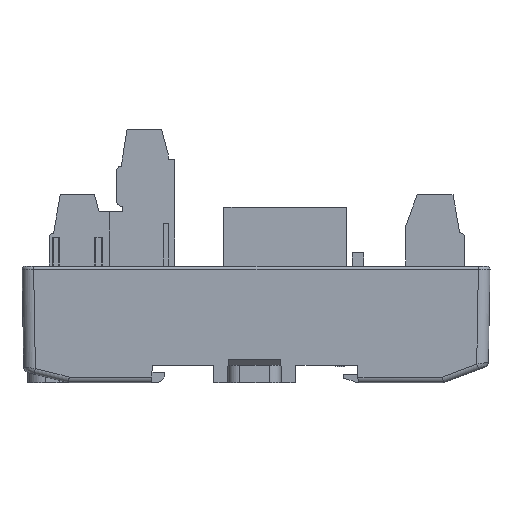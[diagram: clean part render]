
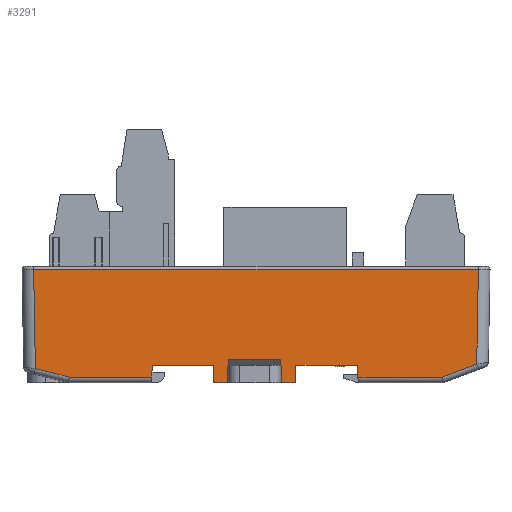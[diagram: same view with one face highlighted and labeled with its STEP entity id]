
A CAD part, left-side view. The second image highlights one B-rep face of the part: STEP entity #3291.
In plain terms, the highlighted planar face has unit normal (-1, 0, -0.018).
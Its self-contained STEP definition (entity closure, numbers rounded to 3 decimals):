
#2030=FACE_OUTER_BOUND('',#6396,.T.);
#3291=ADVANCED_FACE('',(#2030),#4632,.T.);
#4632=PLANE('',#25885);
#6396=EDGE_LOOP('',(#8569,#8570,#8571,#8572,#8573,#8574,#8575,#8576,#8577,
#8578,#8579,#8580,#8581,#8582,#8583,#8584,#8585,#8586));
#8569=ORIENTED_EDGE('',*,*,#17431,.F.);
#8570=ORIENTED_EDGE('',*,*,#17493,.T.);
#8571=ORIENTED_EDGE('',*,*,#17439,.F.);
#8572=ORIENTED_EDGE('',*,*,#17494,.T.);
#8573=ORIENTED_EDGE('',*,*,#17495,.T.);
#8574=ORIENTED_EDGE('',*,*,#17343,.F.);
#8575=ORIENTED_EDGE('',*,*,#17496,.T.);
#8576=ORIENTED_EDGE('',*,*,#17497,.T.);
#8577=ORIENTED_EDGE('',*,*,#17498,.T.);
#8578=ORIENTED_EDGE('',*,*,#17499,.T.);
#8579=ORIENTED_EDGE('',*,*,#17473,.F.);
#8580=ORIENTED_EDGE('',*,*,#17500,.T.);
#8581=ORIENTED_EDGE('',*,*,#17501,.T.);
#8582=ORIENTED_EDGE('',*,*,#17502,.T.);
#8583=ORIENTED_EDGE('',*,*,#17503,.T.);
#8584=ORIENTED_EDGE('',*,*,#17353,.F.);
#8585=ORIENTED_EDGE('',*,*,#17504,.F.);
#8586=ORIENTED_EDGE('',*,*,#17505,.T.);
#15032=VERTEX_POINT('',#34852);
#15033=VERTEX_POINT('',#34854);
#15042=VERTEX_POINT('',#34872);
#15043=VERTEX_POINT('',#34874);
#15108=VERTEX_POINT('',#35039);
#15109=VERTEX_POINT('',#35041);
#15115=VERTEX_POINT('',#35055);
#15116=VERTEX_POINT('',#35057);
#15143=VERTEX_POINT('',#35158);
#15144=VERTEX_POINT('',#35159);
#15159=VERTEX_POINT('',#35198);
#15160=VERTEX_POINT('',#35201);
#15161=VERTEX_POINT('',#35203);
#15162=VERTEX_POINT('',#35205);
#15163=VERTEX_POINT('',#35208);
#15164=VERTEX_POINT('',#35210);
#15165=VERTEX_POINT('',#35212);
#15166=VERTEX_POINT('',#35215);
#17343=EDGE_CURVE('',#15032,#15033,#20706,.T.);
#17353=EDGE_CURVE('',#15042,#15043,#20714,.T.);
#17431=EDGE_CURVE('',#15108,#15109,#20788,.T.);
#17439=EDGE_CURVE('',#15115,#15116,#20796,.T.);
#17473=EDGE_CURVE('',#15143,#15144,#20826,.T.);
#17493=EDGE_CURVE('',#15108,#15116,#20836,.T.);
#17494=EDGE_CURVE('',#15115,#15159,#20837,.T.);
#17495=EDGE_CURVE('',#15159,#15033,#20838,.T.);
#17496=EDGE_CURVE('',#15032,#15160,#20839,.T.);
#17497=EDGE_CURVE('',#15160,#15161,#20840,.T.);
#17498=EDGE_CURVE('',#15161,#15162,#20841,.T.);
#17499=EDGE_CURVE('',#15162,#15144,#20842,.T.);
#17500=EDGE_CURVE('',#15143,#15163,#20843,.T.);
#17501=EDGE_CURVE('',#15163,#15164,#20844,.T.);
#17502=EDGE_CURVE('',#15164,#15165,#20845,.T.);
#17503=EDGE_CURVE('',#15165,#15043,#20846,.T.);
#17504=EDGE_CURVE('',#15166,#15042,#20847,.T.);
#17505=EDGE_CURVE('',#15166,#15109,#20848,.T.);
#20706=LINE('',#34853,#23409);
#20714=LINE('',#34873,#23417);
#20788=LINE('',#35040,#23491);
#20796=LINE('',#35056,#23499);
#20826=LINE('',#35157,#23529);
#20836=LINE('',#35196,#23539);
#20837=LINE('',#35197,#23540);
#20838=LINE('',#35199,#23541);
#20839=LINE('',#35200,#23542);
#20840=LINE('',#35202,#23543);
#20841=LINE('',#35204,#23544);
#20842=LINE('',#35206,#23545);
#20843=LINE('',#35207,#23546);
#20844=LINE('',#35209,#23547);
#20845=LINE('',#35211,#23548);
#20846=LINE('',#35213,#23549);
#20847=LINE('',#35214,#23550);
#20848=LINE('',#35216,#23551);
#23409=VECTOR('',#28071,1.);
#23417=VECTOR('',#28083,1.);
#23491=VECTOR('',#28195,1.);
#23499=VECTOR('',#28205,1.);
#23529=VECTOR('',#28243,1.);
#23539=VECTOR('',#28279,1.);
#23540=VECTOR('',#28280,1.);
#23541=VECTOR('',#28281,1.);
#23542=VECTOR('',#28282,1.);
#23543=VECTOR('',#28283,1.);
#23544=VECTOR('',#28284,1.);
#23545=VECTOR('',#28285,1.);
#23546=VECTOR('',#28286,1.);
#23547=VECTOR('',#28287,1.);
#23548=VECTOR('',#28288,1.);
#23549=VECTOR('',#28289,1.);
#23550=VECTOR('',#28290,1.);
#23551=VECTOR('',#28291,1.);
#25885=AXIS2_PLACEMENT_3D('',#35217,#28292,#28293);
#28071=DIRECTION('',(0.,1.,0.));
#28083=DIRECTION('',(0.,1.,0.));
#28195=DIRECTION('',(0.017,0.035,-0.999));
#28205=DIRECTION('',(-0.017,0.035,0.999));
#28243=DIRECTION('',(0.,-1.,0.));
#28279=DIRECTION('',(0.,-1.,0.));
#28280=DIRECTION('',(0.,-1.,0.));
#28281=DIRECTION('',(-0.017,-0.035,0.999));
#28282=DIRECTION('',(0.017,-0.017,-1.));
#28283=DIRECTION('',(0.,-1.,0.));
#28284=DIRECTION('',(-0.006,-0.936,0.351));
#28285=DIRECTION('',(-0.017,-0.017,1.));
#28286=DIRECTION('',(0.017,-0.017,-1.));
#28287=DIRECTION('',(0.004,-0.97,-0.243));
#28288=DIRECTION('',(0.,-1.,0.));
#28289=DIRECTION('',(-0.017,-0.017,1.));
#28290=DIRECTION('',(-0.017,0.035,0.999));
#28291=DIRECTION('',(0.,-1.,0.));
#28292=DIRECTION('',(-1.,0.,-0.017));
#28293=DIRECTION('',(0.017,0.,-1.));
#34852=CARTESIAN_POINT('',(-474.113,264.543,208.6));
#34853=CARTESIAN_POINT('',(-474.113,282.025,208.6));
#34854=CARTESIAN_POINT('',(-474.113,275.179,208.6));
#34872=CARTESIAN_POINT('',(-474.113,289.388,208.6));
#34873=CARTESIAN_POINT('',(-474.113,282.025,208.6));
#34874=CARTESIAN_POINT('',(-474.113,299.874,208.6));
#35039=CARTESIAN_POINT('',(-474.131,286.798,209.6));
#35040=CARTESIAN_POINT('',(-474.102,286.855,207.972));
#35041=CARTESIAN_POINT('',(-474.061,286.938,205.6));
#35055=CARTESIAN_POINT('',(-474.061,277.629,205.6));
#35056=CARTESIAN_POINT('',(-474.102,277.711,207.972));
#35057=CARTESIAN_POINT('',(-474.131,277.768,209.6));
#35157=CARTESIAN_POINT('',(-474.401,282.025,225.088));
#35158=CARTESIAN_POINT('',(-474.401,320.226,225.088));
#35159=CARTESIAN_POINT('',(-474.401,243.825,225.088));
#35196=CARTESIAN_POINT('',(-474.131,277.733,209.6));
#35197=CARTESIAN_POINT('',(-474.061,282.025,205.6));
#35198=CARTESIAN_POINT('',(-474.061,275.283,205.6));
#35199=CARTESIAN_POINT('',(-474.058,275.289,205.425));
#35200=CARTESIAN_POINT('',(-474.102,264.532,207.972));
#35201=CARTESIAN_POINT('',(-474.078,264.507,206.582));
#35202=CARTESIAN_POINT('',(-474.078,282.025,206.582));
#35203=CARTESIAN_POINT('',(-474.078,249.997,206.582));
#35204=CARTESIAN_POINT('',(-473.935,271.821,198.399));
#35205=CARTESIAN_POINT('',(-474.117,244.109,208.79));
#35206=CARTESIAN_POINT('',(-474.398,243.827,224.936));
#35207=CARTESIAN_POINT('',(-474.095,319.92,207.556));
#35208=CARTESIAN_POINT('',(-474.104,319.928,208.037));
#35209=CARTESIAN_POINT('',(-473.966,288.39,200.152));
#35210=CARTESIAN_POINT('',(-474.078,314.111,206.582));
#35211=CARTESIAN_POINT('',(-474.078,282.025,206.582));
#35212=CARTESIAN_POINT('',(-474.078,299.909,206.582));
#35213=CARTESIAN_POINT('',(-474.415,299.572,225.909));
#35214=CARTESIAN_POINT('',(-474.405,289.972,225.325));
#35215=CARTESIAN_POINT('',(-474.061,289.283,205.6));
#35216=CARTESIAN_POINT('',(-474.061,282.025,205.6));
#35217=CARTESIAN_POINT('',(-474.41,282.025,225.602));
